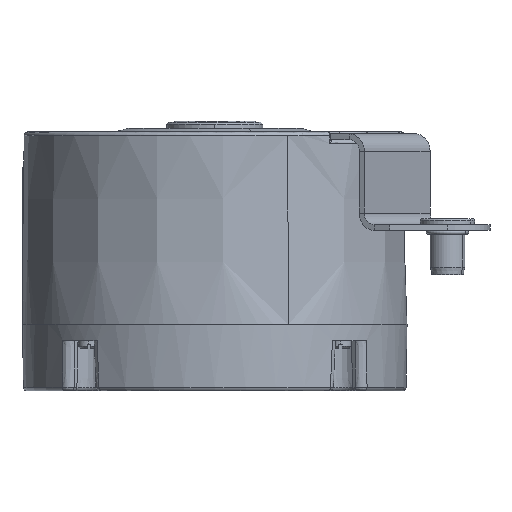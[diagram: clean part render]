
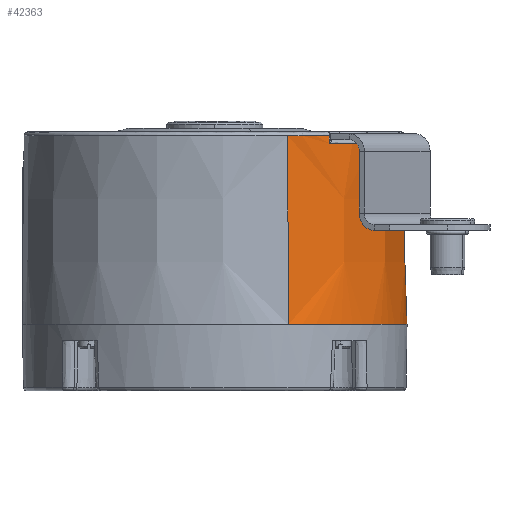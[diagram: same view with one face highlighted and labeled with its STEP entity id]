
A CAD part, front view. The second image highlights one B-rep face of the part: STEP entity #42363.
In plain terms, the highlighted conical face has half-angle 0.5 degrees and reference radius 49.531 mm.
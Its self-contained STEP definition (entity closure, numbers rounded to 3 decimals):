
#13198=CARTESIAN_POINT('',(29.62,-39.454,
-40.591));
#13220=CARTESIAN_POINT('',(29.542,-39.491,
-38.591));
#13244=CARTESIAN_POINT('',(0.,0.,-87.4));
#13245=DIRECTION('',(0.,0.,-1.));
#13246=DIRECTION('',(-0.383,0.924,0.));
#13247=AXIS2_PLACEMENT_3D('',#13244,#13245,#13246);
#13249=CARTESIAN_POINT('',(-15.09,47.4,-87.4));
#13250=CARTESIAN_POINT('',(-15.056,47.4,-86.239));
#13251=CARTESIAN_POINT('',(-14.989,47.4,-83.929));
#13252=CARTESIAN_POINT('',(-14.89,47.4,-80.495));
#13253=CARTESIAN_POINT('',(-14.824,47.4,-78.228));
#13254=CARTESIAN_POINT('',(-14.791,47.4,-77.1));
#13256=CARTESIAN_POINT('',(0.,0.,-77.1));
#13257=DIRECTION('',(0.,0.,-1.));
#13258=DIRECTION('',(-0.298,0.955,0.));
#13259=AXIS2_PLACEMENT_3D('',#13256,#13257,#13258);
#13261=CARTESIAN_POINT('',(14.791,47.4,-77.1));
#13262=CARTESIAN_POINT('',(14.824,47.4,-78.228));
#13263=CARTESIAN_POINT('',(14.89,47.4,-80.495));
#13264=CARTESIAN_POINT('',(14.989,47.4,-83.929));
#13265=CARTESIAN_POINT('',(15.056,47.4,-86.239));
#13266=CARTESIAN_POINT('',(15.09,47.4,-87.4));
#13268=CARTESIAN_POINT('',(0.,0.,-87.4));
#13269=DIRECTION('',(0.,0.,-1.));
#13270=DIRECTION('',(0.303,0.953,0.));
#13271=AXIS2_PLACEMENT_3D('',#13268,#13269,#13270);
#13273=DIRECTION('',(0.003,-0.008,-1.));
#13274=VECTOR('',#13273,48.811);
#13275=CARTESIAN_POINT('',(18.873,-45.564,
-38.591));
#13276=LINE('',#13275,#13274);
#13277=CARTESIAN_POINT('',(0.,0.,-38.591));
#13278=DIRECTION('',(0.,0.,1.));
#13279=DIRECTION('',(0.383,-0.924,0.));
#13280=AXIS2_PLACEMENT_3D('',#13277,#13278,#13279);
#13282=CARTESIAN_POINT('',(29.542,-39.491,
-38.591));
#13283=CARTESIAN_POINT('',(29.55,-39.487,
-38.813));
#13284=CARTESIAN_POINT('',(29.568,-39.479,
-39.258));
#13285=CARTESIAN_POINT('',(29.594,-39.466,
-39.924));
#13286=CARTESIAN_POINT('',(29.612,-39.458,
-40.369));
#13287=CARTESIAN_POINT('',(29.62,-39.454,
-40.591));
#13289=CARTESIAN_POINT('',(0.,0.,-40.591));
#13290=DIRECTION('',(0.,0.,1.));
#13291=DIRECTION('',(0.6,-0.8,0.));
#13292=AXIS2_PLACEMENT_3D('',#13289,#13290,#13291);
#13294=CARTESIAN_POINT('',(48.978,-5.925,
-40.591));
#13295=CARTESIAN_POINT('',(48.978,-5.915,
-40.369));
#13296=CARTESIAN_POINT('',(48.976,-5.896,
-39.924));
#13297=CARTESIAN_POINT('',(48.974,-5.867,
-39.258));
#13298=CARTESIAN_POINT('',(48.972,-5.848,
-38.813));
#13299=CARTESIAN_POINT('',(48.971,-5.838,
-38.591));
#13301=CARTESIAN_POINT('',(0.,0.,-38.591));
#13302=DIRECTION('',(0.,0.,1.));
#13303=DIRECTION('',(0.993,-0.118,0.));
#13304=AXIS2_PLACEMENT_3D('',#13301,#13302,#13303);
#13306=DIRECTION('',(-0.003,0.008,-1.));
#13307=VECTOR('',#13306,48.811);
#13308=CARTESIAN_POINT('',(-18.873,45.564,
-38.591));
#13309=LINE('',#13308,#13307);
#13323=CARTESIAN_POINT('',(48.978,-5.925,
-40.591));
#13567=CARTESIAN_POINT('',(48.971,-5.838,
-38.591));
#26711=CARTESIAN_POINT('',(-18.873,45.564,
-38.591));
#26712=CARTESIAN_POINT('',(18.873,-45.564,
-38.591));
#26713=VERTEX_POINT('',#26711);
#26714=VERTEX_POINT('',#26712);
#26716=VERTEX_POINT('',#13198);
#26742=VERTEX_POINT('',#13323);
#26744=VERTEX_POINT('',#13220);
#26770=VERTEX_POINT('',#13567);
#27400=CARTESIAN_POINT('',(-14.791,47.4,-77.1));
#27401=CARTESIAN_POINT('',(14.791,47.4,-77.1));
#27402=VERTEX_POINT('',#27400);
#27403=VERTEX_POINT('',#27401);
#28779=CARTESIAN_POINT('',(19.036,-45.957,
-87.4));
#28780=CARTESIAN_POINT('',(-19.036,45.957,
-87.4));
#28781=VERTEX_POINT('',#28779);
#28782=VERTEX_POINT('',#28780);
#28783=CARTESIAN_POINT('',(-15.09,47.4,-87.4));
#28784=VERTEX_POINT('',#28783);
#28785=CARTESIAN_POINT('',(15.09,47.4,-87.4));
#28786=VERTEX_POINT('',#28785);
#42339=CARTESIAN_POINT('',(0.,0.,-62.996));
#42340=DIRECTION('',(0.,0.,-1.));
#42341=DIRECTION('',(0.383,-0.924,0.));
#42342=AXIS2_PLACEMENT_3D('',#42339,#42340,#42341);
#42343=CONICAL_SURFACE('',#42342,49.531,0.5);
#42344=ORIENTED_EDGE('',*,*,#32139,.T.);
#42346=ORIENTED_EDGE('',*,*,#42345,.T.);
#42348=ORIENTED_EDGE('',*,*,#42347,.T.);
#42350=ORIENTED_EDGE('',*,*,#42349,.T.);
#42351=ORIENTED_EDGE('',*,*,#32135,.T.);
#42352=ORIENTED_EDGE('',*,*,#32093,.F.);
#42353=ORIENTED_EDGE('',*,*,#42328,.T.);
#42354=ORIENTED_EDGE('',*,*,#42269,.T.);
#42356=ORIENTED_EDGE('',*,*,#42355,.T.);
#42358=ORIENTED_EDGE('',*,*,#42357,.T.);
#42359=ORIENTED_EDGE('',*,*,#42331,.T.);
#42360=ORIENTED_EDGE('',*,*,#32089,.T.);
#42361=EDGE_LOOP('',(#42344,#42346,#42348,#42350,#42351,#42352,#42353,#42354,
#42356,#42358,#42359,#42360));
#42362=FACE_OUTER_BOUND('',#42361,.F.);
#13248=CIRCLE('',#13247,49.744);
#13255=B_SPLINE_CURVE_WITH_KNOTS('',3,(#13249,#13250,#13251,#13252,#13253,
#13254),.UNSPECIFIED.,.F.,.F.,(4,1,1,4),(0.,0.333,
0.667,1.),.UNSPECIFIED.);
#13260=CIRCLE('',#13259,49.654);
#13267=B_SPLINE_CURVE_WITH_KNOTS('',3,(#13261,#13262,#13263,#13264,#13265,
#13266),.UNSPECIFIED.,.F.,.F.,(4,1,1,4),(0.,0.333,
0.667,1.),.UNSPECIFIED.);
#13272=CIRCLE('',#13271,49.744);
#13281=CIRCLE('',#13280,49.318);
#13288=B_SPLINE_CURVE_WITH_KNOTS('',3,(#13282,#13283,#13284,#13285,#13286,
#13287),.UNSPECIFIED.,.F.,.F.,(4,1,1,4),(0.,0.333,
0.667,1.),.UNSPECIFIED.);
#13293=CIRCLE('',#13292,49.335);
#13300=B_SPLINE_CURVE_WITH_KNOTS('',3,(#13294,#13295,#13296,#13297,#13298,
#13299),.UNSPECIFIED.,.F.,.F.,(4,1,1,4),(0.,0.333,
0.667,1.),.UNSPECIFIED.);
#13305=CIRCLE('',#13304,49.318);
#32089=EDGE_CURVE('',#26713,#28782,#13309,.T.);
#32093=EDGE_CURVE('',#26714,#28781,#13276,.T.);
#32135=EDGE_CURVE('',#28786,#28781,#13272,.T.);
#32139=EDGE_CURVE('',#28782,#28784,#13248,.T.);
#42269=EDGE_CURVE('',#26744,#26716,#13288,.T.);
#42328=EDGE_CURVE('',#26714,#26744,#13281,.T.);
#42331=EDGE_CURVE('',#26770,#26713,#13305,.T.);
#42345=EDGE_CURVE('',#28784,#27402,#13255,.T.);
#42347=EDGE_CURVE('',#27402,#27403,#13260,.T.);
#42349=EDGE_CURVE('',#27403,#28786,#13267,.T.);
#42355=EDGE_CURVE('',#26716,#26742,#13293,.T.);
#42357=EDGE_CURVE('',#26742,#26770,#13300,.T.);
#42363=ADVANCED_FACE('',(#42362),#42343,.T.);
